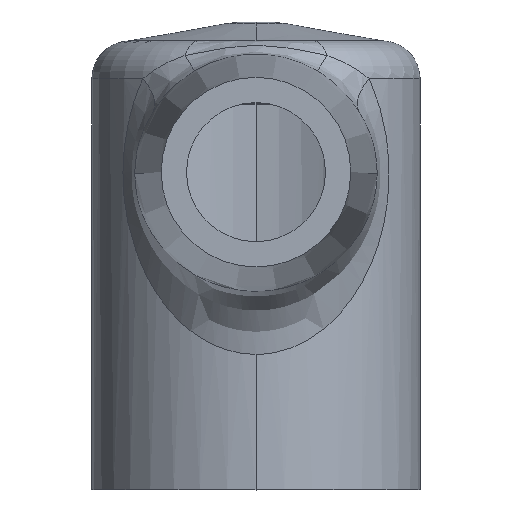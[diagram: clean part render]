
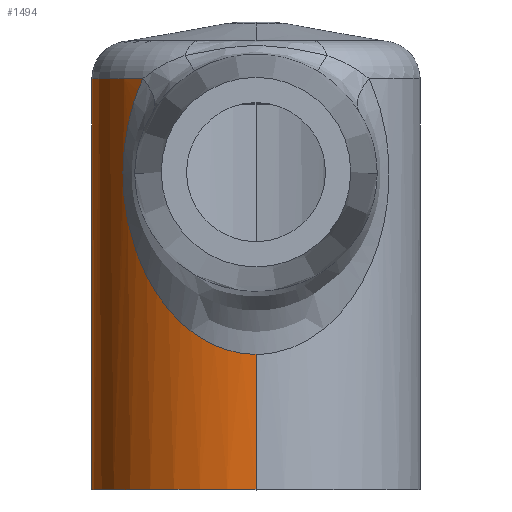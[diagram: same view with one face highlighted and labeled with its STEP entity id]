
A CAD part, top view. The second image highlights one B-rep face of the part: STEP entity #1494.
In plain terms, the highlighted cylindrical face has radius 13 mm (diameter 26 mm), a partial arc.
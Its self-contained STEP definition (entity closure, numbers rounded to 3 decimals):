
#55 = CARTESIAN_POINT ( 'NONE',  ( -4.653, 12.161, 12.141 ) ) ;
#58 = CARTESIAN_POINT ( 'NONE',  ( -10.148, 21.159, 8.128 ) ) ;
#63 = CARTESIAN_POINT ( 'NONE',  ( -9.415, 31.49, 8.987 ) ) ;
#173 = EDGE_LOOP ( 'NONE', ( #532, #1493, #571, #796, #1040 ) ) ;
#177 = AXIS2_PLACEMENT_3D ( 'NONE', #779, #1375, #1502 ) ;
#182 = CARTESIAN_POINT ( 'NONE',  ( -5.76, 13.011, 11.663 ) ) ;
#190 = CARTESIAN_POINT ( 'NONE',  ( -10.422, 22.887, 7.772 ) ) ;
#191 = AXIS2_PLACEMENT_3D ( 'NONE', #465, #1309, #599 ) ;
#237 = AXIS2_PLACEMENT_3D ( 'NONE', #1237, #517, #1358 ) ;
#239 = DIRECTION ( 'NONE',  ( 0., -1., 0. ) ) ;
#310 = LINE ( 'NONE', #1222, #322 ) ;
#322 = VECTOR ( 'NONE', #762, 1000. ) ;
#330 = CARTESIAN_POINT ( 'NONE',  ( -6.916, 14.207, 11.015 ) ) ;
#335 = CARTESIAN_POINT ( 'NONE',  ( -10.521, 24.362, 7.636 ) ) ;
#428 = VERTEX_POINT ( 'NONE', #677 ) ;
#450 = CARTESIAN_POINT ( 'NONE',  ( -7.889, 15.524, 10.339 ) ) ;
#454 = CYLINDRICAL_SURFACE ( 'NONE', #177, 13. ) ;
#458 = CARTESIAN_POINT ( 'NONE',  ( -10.53, 25.256, 7.624 ) ) ;
#465 = CARTESIAN_POINT ( 'NONE',  ( 0., 0., 0. ) ) ;
#517 = DIRECTION ( 'NONE',  ( 0., -1., 0. ) ) ;
#532 = ORIENTED_EDGE ( 'NONE', *, *, #1292, .F. ) ;
#571 = ORIENTED_EDGE ( 'NONE', *, *, #1231, .T. ) ;
#581 = CARTESIAN_POINT ( 'NONE',  ( -2.343, 11.02, 12.8 ) ) ;
#586 = CARTESIAN_POINT ( 'NONE',  ( -8.705, 16.954, 9.66 ) ) ;
#592 = CARTESIAN_POINT ( 'NONE',  ( -10.484, 26.438, 7.686 ) ) ;
#599 = DIRECTION ( 'NONE',  ( 0., 0., -1. ) ) ;
#603 = CARTESIAN_POINT ( 'NONE',  ( 0., 32.5, -13. ) ) ;
#631 = B_SPLINE_CURVE_WITH_KNOTS ( 'NONE', 3,
 ( #769, #1484, #1290, #581, #1419, #707, #1541, #827, #55, #953, #182, #1065, #330, #1180, #450, #1295, #586, #1423, #712, #1545, #833, #58, #958, #190, #1070, #335, #1184, #458, #1302, #592, #1431, #717, #1552, #840, #63, #965 ),
 .UNSPECIFIED., .F., .F.,
 ( 4, 2, 2, 2, 2, 2, 2, 2, 2, 2, 2, 2, 2, 2, 2, 2, 2, 4 ),
 ( 0.028, 0.03, 0.032, 0.033, 0.034, 0.036, 0.037, 0.039, 0.041, 0.043, 0.044, 0.046, 0.048, 0.049, 0.05, 0.051, 0.053, 0.057 ),
 .UNSPECIFIED. ) ;
#677 = CARTESIAN_POINT ( 'NONE',  ( 0., 0., -13. ) ) ;
#681 = VECTOR ( 'NONE', #239, 1000. ) ;
#701 = CIRCLE ( 'NONE', #191, 13. ) ;
#705 = VERTEX_POINT ( 'NONE', #799 ) ;
#707 = CARTESIAN_POINT ( 'NONE',  ( -3.669, 11.58, 12.475 ) ) ;
#712 = CARTESIAN_POINT ( 'NONE',  ( -9.367, 18.465, 9.018 ) ) ;
#717 = CARTESIAN_POINT ( 'NONE',  ( -10.271, 28.189, 7.971 ) ) ;
#744 = LINE ( 'NONE', #1124, #681 ) ;
#762 = DIRECTION ( 'NONE',  ( 0., -1., 0. ) ) ;
#769 = CARTESIAN_POINT ( 'NONE',  ( 0., 10.681, 13. ) ) ;
#775 = FACE_OUTER_BOUND ( 'NONE', #173, .T. ) ;
#779 = CARTESIAN_POINT ( 'NONE',  ( 0., 35., 0. ) ) ;
#785 = VERTEX_POINT ( 'NONE', #1315 ) ;
#796 = ORIENTED_EDGE ( 'NONE', *, *, #1297, .T. ) ;
#799 = CARTESIAN_POINT ( 'NONE',  ( 0., 10.681, 13. ) ) ;
#814 = VERTEX_POINT ( 'NONE', #603 ) ;
#827 = CARTESIAN_POINT ( 'NONE',  ( -4.416, 12.006, 12.23 ) ) ;
#833 = CARTESIAN_POINT ( 'NONE',  ( -9.883, 20.053, 8.448 ) ) ;
#840 = CARTESIAN_POINT ( 'NONE',  ( -9.774, 30.422, 8.581 ) ) ;
#882 = VERTEX_POINT ( 'NONE', #1089 ) ;
#900 = CIRCLE ( 'NONE', #237, 13. ) ;
#953 = CARTESIAN_POINT ( 'NONE',  ( -5.337, 12.651, 11.864 ) ) ;
#958 = CARTESIAN_POINT ( 'NONE',  ( -10.257, 21.731, 7.988 ) ) ;
#965 = CARTESIAN_POINT ( 'NONE',  ( -8.956, 32.5, 9.423 ) ) ;
#1040 = ORIENTED_EDGE ( 'NONE', *, *, #1336, .F. ) ;
#1065 = CARTESIAN_POINT ( 'NONE',  ( -6.551, 13.791, 11.237 ) ) ;
#1070 = CARTESIAN_POINT ( 'NONE',  ( -10.478, 23.473, 7.696 ) ) ;
#1089 = CARTESIAN_POINT ( 'NONE',  ( 0., 0., 13. ) ) ;
#1124 = CARTESIAN_POINT ( 'NONE',  ( 0., 35., -13. ) ) ;
#1180 = CARTESIAN_POINT ( 'NONE',  ( -7.583, 15.072, 10.567 ) ) ;
#1184 = CARTESIAN_POINT ( 'NONE',  ( -10.528, 24.661, 7.626 ) ) ;
#1222 = CARTESIAN_POINT ( 'NONE',  ( 0., 35., 13. ) ) ;
#1231 = EDGE_CURVE ( 'NONE', #785, #814, #900, .T. ) ;
#1237 = CARTESIAN_POINT ( 'NONE',  ( 0., 32.5, 0. ) ) ;
#1290 = CARTESIAN_POINT ( 'NONE',  ( -1.199, 10.753, 12.957 ) ) ;
#1292 = EDGE_CURVE ( 'NONE', #705, #882, #310, .T. ) ;
#1295 = CARTESIAN_POINT ( 'NONE',  ( -8.449, 16.464, 9.886 ) ) ;
#1297 = EDGE_CURVE ( 'NONE', #814, #428, #744, .T. ) ;
#1302 = CARTESIAN_POINT ( 'NONE',  ( -10.524, 25.552, 7.633 ) ) ;
#1309 = DIRECTION ( 'NONE',  ( 0., -1., 0. ) ) ;
#1315 = CARTESIAN_POINT ( 'NONE',  ( -8.956, 32.5, 9.423 ) ) ;
#1333 = EDGE_CURVE ( 'NONE', #705, #785, #631, .T. ) ;
#1336 = EDGE_CURVE ( 'NONE', #882, #428, #701, .T. ) ;
#1358 = DIRECTION ( 'NONE',  ( 0., 0., -1. ) ) ;
#1375 = DIRECTION ( 'NONE',  ( 0., -1., 0. ) ) ;
#1419 = CARTESIAN_POINT ( 'NONE',  ( -2.887, 11.214, 12.687 ) ) ;
#1423 = CARTESIAN_POINT ( 'NONE',  ( -9.164, 17.954, 9.226 ) ) ;
#1431 = CARTESIAN_POINT ( 'NONE',  ( -10.431, 27.027, 7.76 ) ) ;
#1484 = CARTESIAN_POINT ( 'NONE',  ( -0.593, 10.681, 13. ) ) ;
#1493 = ORIENTED_EDGE ( 'NONE', *, *, #1333, .T. ) ;
#1494 = ADVANCED_FACE ( 'NONE', ( #775 ), #454, .T. ) ;
#1502 = DIRECTION ( 'NONE',  ( 0., 0., -1. ) ) ;
#1541 = CARTESIAN_POINT ( 'NONE',  ( -3.924, 11.715, 12.396 ) ) ;
#1545 = CARTESIAN_POINT ( 'NONE',  ( -9.727, 19.515, 8.629 ) ) ;
#1552 = CARTESIAN_POINT ( 'NONE',  ( -10.165, 28.756, 8.106 ) ) ;
